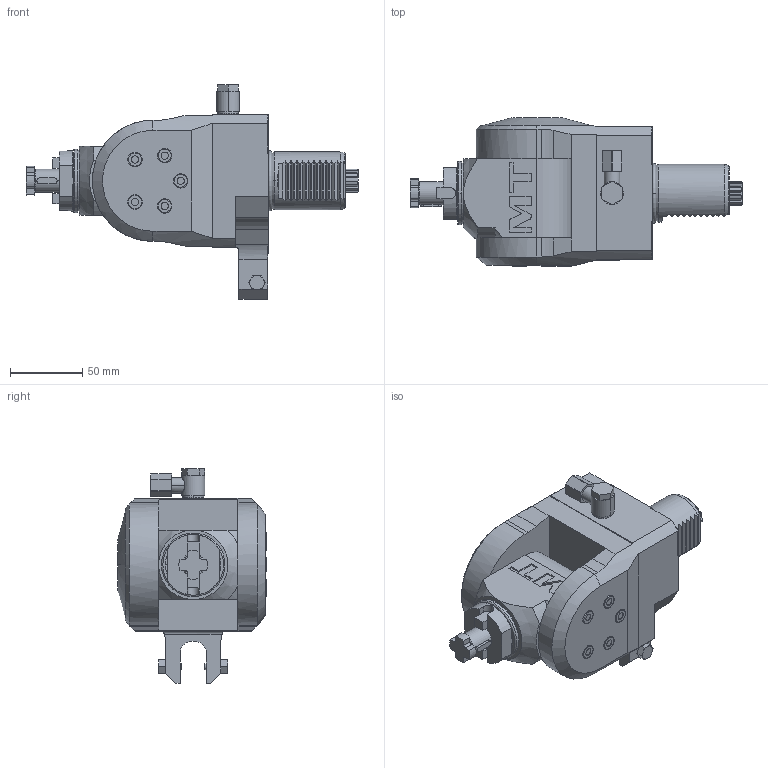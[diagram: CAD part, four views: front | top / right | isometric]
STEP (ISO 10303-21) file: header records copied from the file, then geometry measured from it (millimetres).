
FILE_DESCRIPTION((''),'2;1');
FILE_NAME('SAU0851516_CONF','2023-11-23T11:21:45',('gvalli'),('M.T. srl'),'CREO PARAMETRIC BY PTC INC, 2021072','CREO PARAMETRIC BY PTC INC, 2021072','');
FILE_SCHEMA(('CONFIG_CONTROL_DESIGN'));
Length unit declared in the file: millimetre
Products named in the file (1): SAU0851516_CONF
Bounding box: 229.9 x 102.7 x 148.5 mm (x, y, z)
Volume: 953769.6 mm3; surface area: 87601.7 mm2
Topology: 1 solids, 1 shells, 452 faces, 1177 edges, 757 vertices
Faces by surface type: plane 249, cylinder 124, cone 54, torus 19, extrusion 4, sphere 2
Entity records: 15194 total; most frequent: CARTESIAN_POINT 4108, ORIENTED_EDGE 2354, DIRECTION 2255, EDGE_CURVE 1177, AXIS2_PLACEMENT_3D 811, VERTEX_POINT 757, VECTOR 633, LINE 629
